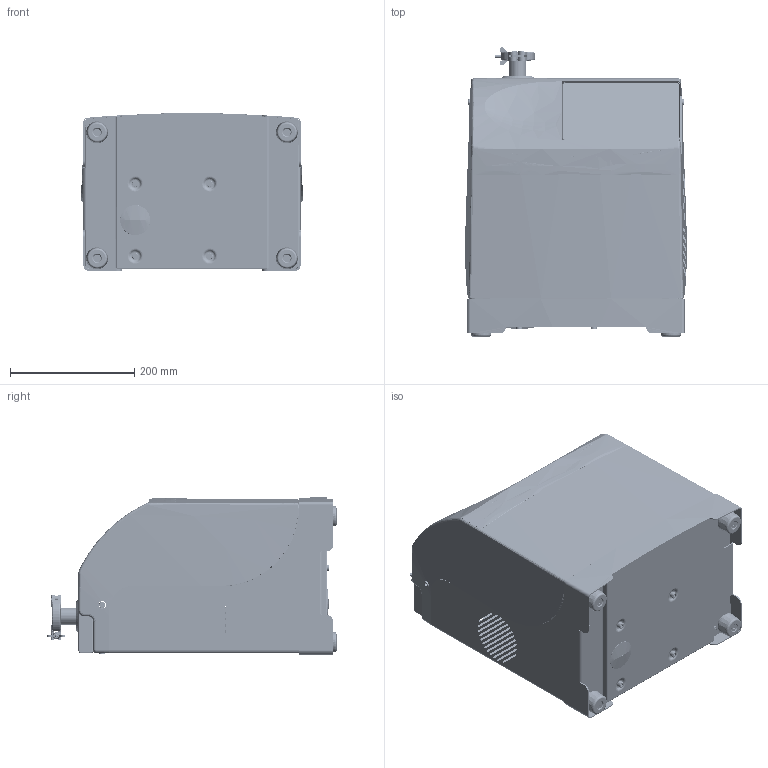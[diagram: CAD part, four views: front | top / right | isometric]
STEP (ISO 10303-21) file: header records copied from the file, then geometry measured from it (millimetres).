
FILE_DESCRIPTION((''),'2;1');
FILE_NAME('FACELIFT_SW0002','2021-01-12T',('PLEVEQUE'),(''),'PRO/ENGINEER BY PARAMETRIC TECHNOLOGY CORPORATION, 2015280','PRO/ENGINEER BY PARAMETRIC TECHNOLOGY CORPORATION, 2015280','');
FILE_SCHEMA(('CONFIG_CONTROL_DESIGN'));
Products named in the file (1): FACELIFT_SW0002
Bounding box: 357.18 x 466.03 x 253.63 mm (x, y, z)
Surface area: 1778656.1 mm2 (no closed solid volume)
Topology: 0 solids, 325 shells, 3751 faces, 15887 edges, 12340 vertices
Faces by surface type: plane 1622, cylinder 1142, cone 284, bspline 267, torus 192, extrusion 186, sphere 58
Entity records: 222547 total; most frequent: CARTESIAN_POINT 75094, DIRECTION 25226, ORIENTED_EDGE 23832, EDGE_CURVE 15876, VERTEX_POINT 12340, AXIS2_PLACEMENT_3D 9305, VECTOR 6616, LINE 6430
